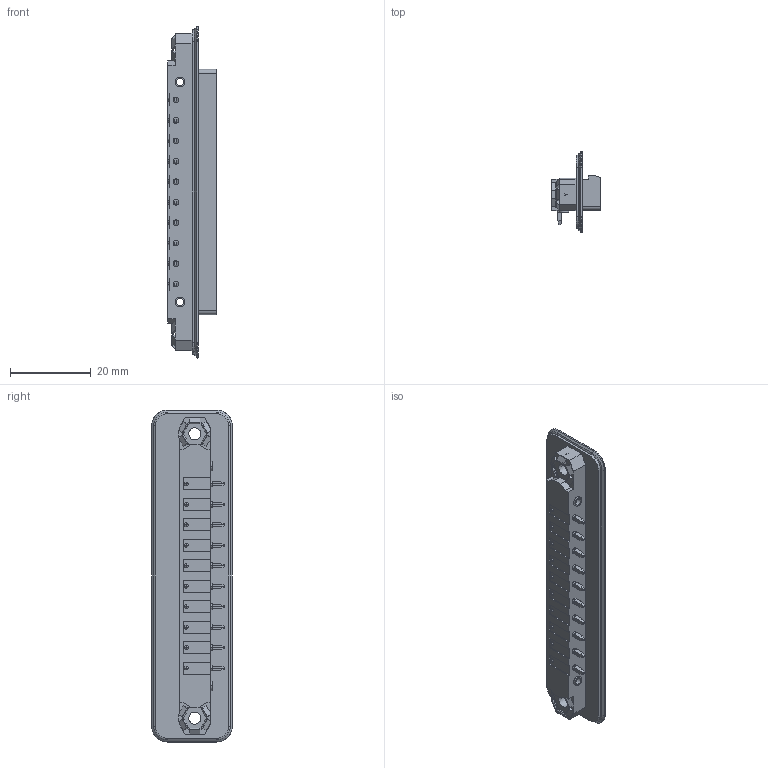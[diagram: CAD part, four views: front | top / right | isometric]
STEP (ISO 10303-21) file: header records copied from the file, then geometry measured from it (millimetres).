
FILE_DESCRIPTION(('STEP AP214'),'1');
FILE_NAME('1899061.stp','2016-07-05T05:31:36',('TraceParts'),('TraceParts S.A.'),'Spatial InterOp 3D',' ',' ');
FILE_SCHEMA(('automotive_design'));
Length unit declared in the file: millimetre
Products named in the file (1): dfk-mstba_2.5-10-gf-5.08|1#dfk-mstba_2.5-10-gf-5.08;dfk-mstba_2.5-10-gf-5.08
Bounding box: 12 x 20.07 x 82.43 mm (x, y, z)
Volume: 5062 mm3; surface area: 6966.9 mm2
Topology: 1 solids, 1 shells, 1043 faces, 2356 edges, 1396 vertices
Faces by surface type: plane 826, cylinder 129, sphere 40, cone 28, torus 20
Entity records: 36960 total; most frequent: CARTESIAN_POINT 5036, DIRECTION 5002, ORIENTED_EDGE 4712, EDGE_CURVE 2356, LINE 1758, VECTOR 1758, AXIS2_PLACEMENT_3D 1622, VERTEX_POINT 1396
